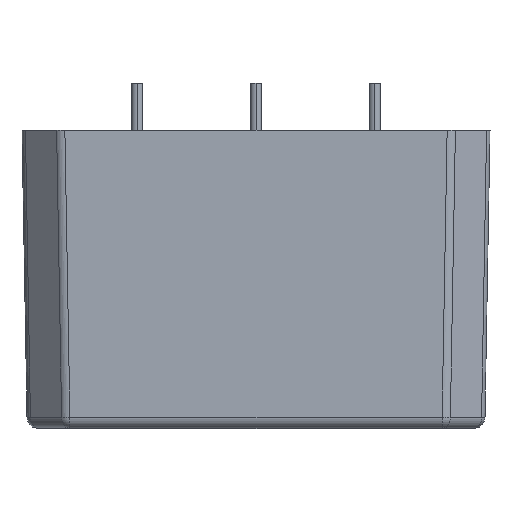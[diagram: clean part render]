
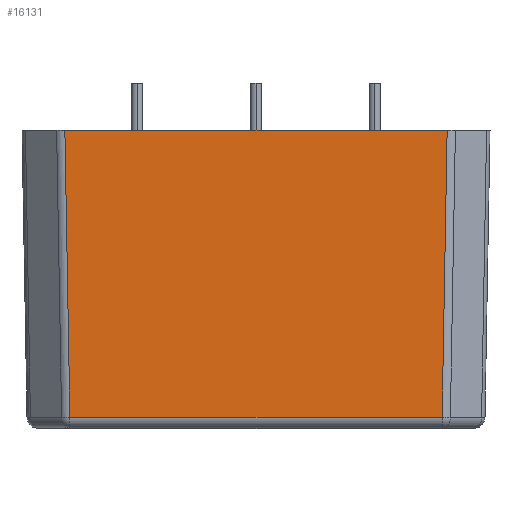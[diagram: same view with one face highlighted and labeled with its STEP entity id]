
A CAD part, left-side view. The second image highlights one B-rep face of the part: STEP entity #16131.
In plain terms, the highlighted planar face has unit normal (-1, 0, -0.018).
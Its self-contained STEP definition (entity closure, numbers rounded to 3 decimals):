
#1547 = CARTESIAN_POINT ( 'NONE',  ( -1.85, 1.865, 20.8 ) ) ;
#3017 = CARTESIAN_POINT ( 'NONE',  ( -1.85, 40.071, 20.8 ) ) ;
#3447 = EDGE_CURVE ( 'NONE', #15958, #16349, #21144, .T. ) ;
#4730 = VERTEX_POINT ( 'NONE', #26586 ) ;
#6561 = DIRECTION ( 'NONE',  ( 0., -1., 0. ) ) ;
#7046 = CARTESIAN_POINT ( 'NONE',  ( -1.422, 2.293, -3.717 ) ) ;
#8670 = EDGE_CURVE ( 'NONE', #4730, #11941, #10042, .T. ) ;
#9881 = CARTESIAN_POINT ( 'NONE',  ( -1.85, 34.535, 20.8 ) ) ;
#9929 = PLANE ( 'NONE',  #14963 ) ;
#10042 = LINE ( 'NONE', #9881, #15504 ) ;
#10390 = DIRECTION ( 'NONE',  ( -1., 0., -0.017 ) ) ;
#11015 = CARTESIAN_POINT ( 'NONE',  ( -1.422, 2.293, -3.717 ) ) ;
#11539 = CARTESIAN_POINT ( 'NONE',  ( -1.422, 34.107, -3.717 ) ) ;
#11941 = VERTEX_POINT ( 'NONE', #11539 ) ;
#12025 = CARTESIAN_POINT ( 'NONE',  ( -1.85, 34.535, 20.8 ) ) ;
#12070 = ORIENTED_EDGE ( 'NONE', *, *, #8670, .T. ) ;
#13418 = EDGE_CURVE ( 'NONE', #15958, #11941, #31060, .T. ) ;
#13718 = CARTESIAN_POINT ( 'NONE',  ( -1.422, 2.293, -3.717 ) ) ;
#14963 = AXIS2_PLACEMENT_3D ( 'NONE', #3017, #10390, #20195 ) ;
#15504 = VECTOR ( 'NONE', #27100, 1000. ) ;
#15642 = VECTOR ( 'NONE', #6561, 1000. ) ;
#15958 = VERTEX_POINT ( 'NONE', #7046 ) ;
#16131 = ADVANCED_FACE ( 'NONE', ( #17340 ), #9929, .T. ) ;
#16349 = VERTEX_POINT ( 'NONE', #1547 ) ;
#16568 = ORIENTED_EDGE ( 'NONE', *, *, #22143, .F. ) ;
#17340 = FACE_OUTER_BOUND ( 'NONE', #28967, .T. ) ;
#20195 = DIRECTION ( 'NONE',  ( -0.017, 0., 1. ) ) ;
#20316 = VECTOR ( 'NONE', #23867, 1000. ) ;
#21144 = LINE ( 'NONE', #11015, #20316 ) ;
#22143 = EDGE_CURVE ( 'NONE', #4730, #16349, #24238, .T. ) ;
#22531 = ORIENTED_EDGE ( 'NONE', *, *, #13418, .F. ) ;
#23515 = DIRECTION ( 'NONE',  ( 0., 1., 0. ) ) ;
#23867 = DIRECTION ( 'NONE',  ( -0.017, -0.017, 1. ) ) ;
#24238 = LINE ( 'NONE', #12025, #15642 ) ;
#26586 = CARTESIAN_POINT ( 'NONE',  ( -1.85, 34.535, 20.8 ) ) ;
#27100 = DIRECTION ( 'NONE',  ( 0.017, -0.017, -1. ) ) ;
#27708 = ORIENTED_EDGE ( 'NONE', *, *, #3447, .T. ) ;
#28568 = VECTOR ( 'NONE', #23515, 1000. ) ;
#28967 = EDGE_LOOP ( 'NONE', ( #27708, #16568, #12070, #22531 ) ) ;
#31060 = LINE ( 'NONE', #13718, #28568 ) ;
